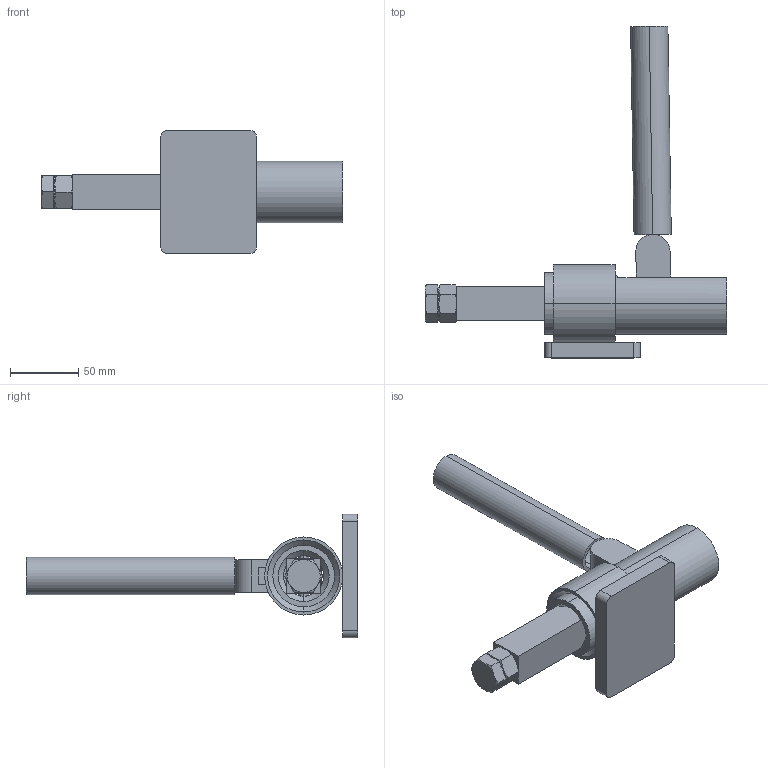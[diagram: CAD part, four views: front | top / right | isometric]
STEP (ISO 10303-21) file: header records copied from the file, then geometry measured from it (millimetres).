
FILE_DESCRIPTION (( 'STEP AP214' ), '1' );
FILE_NAME ('GH-30609M(Â²¤Æ).STEP', '2020-06-19T09:40:05', ( 'LinWei' ), ( '' ), 'SwSTEP 2.0', 'SolidWorks 2016', '' );
FILE_SCHEMA (( 'AUTOMOTIVE_DESIGN' ));
Length unit declared in the file: millimetre
Products named in the file (8): 43060930 [方型軸心公制 30609M]-1^GH-30609M(簡化); 43060905 [連桿30609]-1^GH-30609M(簡化); 4702K152-1^GH-30609M(簡化); Group7^GH-30609M(簡化); Group6^GH-30609M(簡化); Group4^GH-30609M(簡化); Group1^GH-30609M(簡化); GH-30609M(簡化)
Assembly tree (7 placements, depth 2):
  GH-30609M(簡化)
    Group1^GH-30609M(簡化)
    Group4^GH-30609M(簡化)
    Group6^GH-30609M(簡化)
    Group7^GH-30609M(簡化)
    4702K152-1^GH-30609M(簡化)
    43060905 [連桿30609]-1^GH-30609M(簡化)
    43060930 [方型軸心公制 30609M]-1^GH-30609M(簡化)
Bounding box: 220.21 x 242.34 x 90 mm (x, y, z)
Volume: 382377.1 mm3; surface area: 126267.8 mm2
Topology: 8 solids, 8 shells, 387 faces, 1022 edges, 667 vertices
Faces by surface type: plane 176, bspline 122, cylinder 58, cone 31
Entity records: 16958 total; most frequent: CARTESIAN_POINT 7614, ORIENTED_EDGE 2040, DIRECTION 1411, EDGE_CURVE 1020, VERTEX_POINT 667, VECTOR 571, LINE 571, EDGE_LOOP 423
